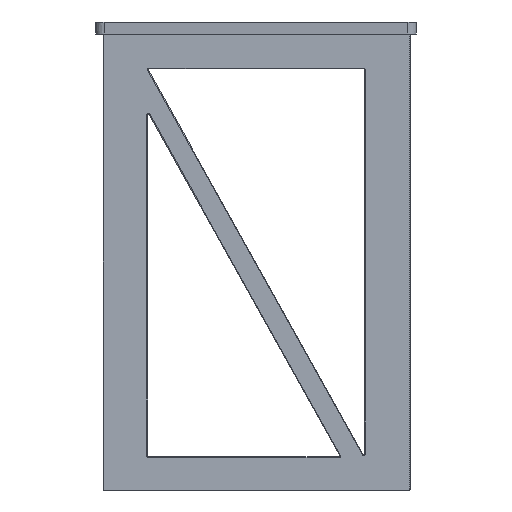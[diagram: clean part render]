
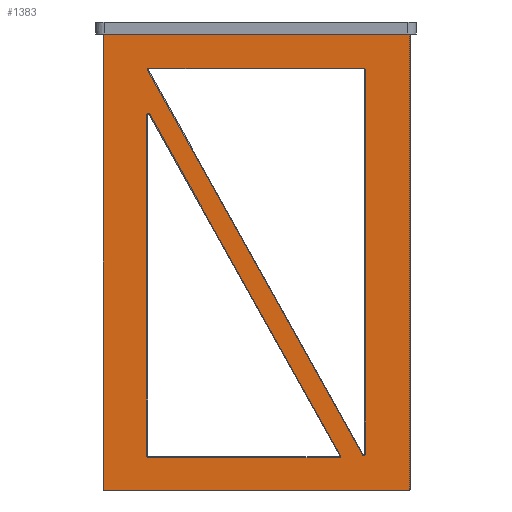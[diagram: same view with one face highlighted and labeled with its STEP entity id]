
A CAD part, left-side view. The second image highlights one B-rep face of the part: STEP entity #1383.
In plain terms, the highlighted planar face has unit normal (-1, 0, 0).
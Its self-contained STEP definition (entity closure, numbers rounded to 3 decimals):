
#320 = EDGE_CURVE('',#321,#323,#325,.T.);
#321 = VERTEX_POINT('',#322);
#322 = CARTESIAN_POINT('',(-109.56,-63.98,0.));
#323 = VERTEX_POINT('',#324);
#324 = CARTESIAN_POINT('',(-109.56,63.42,0.));
#325 = LINE('',#326,#327);
#326 = CARTESIAN_POINT('',(-109.56,-64.28,0.));
#327 = VECTOR('',#328,1.);
#328 = DIRECTION('',(0.,1.,0.));
#768 = VERTEX_POINT('',#769);
#769 = CARTESIAN_POINT('',(-109.56,-63.98,-190.));
#775 = EDGE_CURVE('',#768,#776,#778,.T.);
#776 = VERTEX_POINT('',#777);
#777 = CARTESIAN_POINT('',(-109.56,63.42,-190.));
#778 = LINE('',#779,#780);
#779 = CARTESIAN_POINT('',(-109.56,-64.28,-190.));
#780 = VECTOR('',#781,1.);
#781 = DIRECTION('',(0.,1.,0.));
#1383 = ADVANCED_FACE('',(#1384,#1437,#1453),#1506,.F.);
#1384 = FACE_BOUND('',#1385,.F.);
#1385 = EDGE_LOOP('',(#1386,#1396,#1405,#1413,#1422,#1430));
#1386 = ORIENTED_EDGE('',*,*,#1387,.T.);
#1387 = EDGE_CURVE('',#1388,#1390,#1392,.T.);
#1388 = VERTEX_POINT('',#1389);
#1389 = CARTESIAN_POINT('',(-109.56,-35.163,-175.577));
#1390 = VERTEX_POINT('',#1391);
#1391 = CARTESIAN_POINT('',(-109.56,44.326,-33.272));
#1392 = LINE('',#1393,#1394);
#1393 = CARTESIAN_POINT('',(-109.56,-35.412,-176.024));
#1394 = VECTOR('',#1395,1.);
#1395 = DIRECTION('',(0.,0.488,0.873));
#1396 = ORIENTED_EDGE('',*,*,#1397,.T.);
#1397 = EDGE_CURVE('',#1390,#1398,#1400,.T.);
#1398 = VERTEX_POINT('',#1399);
#1399 = CARTESIAN_POINT('',(-109.56,45.45,-33.565));
#1400 = CIRCLE('',#1401,0.6);
#1401 = AXIS2_PLACEMENT_3D('',#1402,#1403,#1404);
#1402 = CARTESIAN_POINT('',(-109.56,44.85,-33.565));
#1403 = DIRECTION('',(-1.,-0.,0.));
#1404 = DIRECTION('',(0.,-0.873,0.488));
#1405 = ORIENTED_EDGE('',*,*,#1406,.T.);
#1406 = EDGE_CURVE('',#1398,#1407,#1409,.T.);
#1407 = VERTEX_POINT('',#1408);
#1408 = CARTESIAN_POINT('',(-109.56,45.45,-175.87));
#1409 = LINE('',#1410,#1411);
#1410 = CARTESIAN_POINT('',(-109.56,45.45,-32.413));
#1411 = VECTOR('',#1412,1.);
#1412 = DIRECTION('',(0.,0.,-1.));
#1413 = ORIENTED_EDGE('',*,*,#1414,.F.);
#1414 = EDGE_CURVE('',#1415,#1407,#1417,.T.);
#1415 = VERTEX_POINT('',#1416);
#1416 = CARTESIAN_POINT('',(-109.56,44.85,-176.47));
#1417 = CIRCLE('',#1418,0.6);
#1418 = AXIS2_PLACEMENT_3D('',#1419,#1420,#1421);
#1419 = CARTESIAN_POINT('',(-109.56,44.85,-175.87));
#1420 = DIRECTION('',(1.,0.,0.));
#1421 = DIRECTION('',(0.,0.,-1.));
#1422 = ORIENTED_EDGE('',*,*,#1423,.F.);
#1423 = EDGE_CURVE('',#1424,#1415,#1426,.T.);
#1424 = VERTEX_POINT('',#1425);
#1425 = CARTESIAN_POINT('',(-109.56,-34.639,-176.47));
#1426 = LINE('',#1427,#1428);
#1427 = CARTESIAN_POINT('',(-109.56,-35.15,-176.47));
#1428 = VECTOR('',#1429,1.);
#1429 = DIRECTION('',(0.,1.,0.));
#1430 = ORIENTED_EDGE('',*,*,#1431,.T.);
#1431 = EDGE_CURVE('',#1424,#1388,#1432,.T.);
#1432 = CIRCLE('',#1433,0.6);
#1433 = AXIS2_PLACEMENT_3D('',#1434,#1435,#1436);
#1434 = CARTESIAN_POINT('',(-109.56,-34.639,-175.87));
#1435 = DIRECTION('',(-1.,-0.,0.));
#1436 = DIRECTION('',(0.,0.,-1.));
#1437 = FACE_BOUND('',#1438,.F.);
#1438 = EDGE_LOOP('',(#1439,#1440,#1446,#1447));
#1439 = ORIENTED_EDGE('',*,*,#320,.F.);
#1440 = ORIENTED_EDGE('',*,*,#1441,.T.);
#1441 = EDGE_CURVE('',#321,#768,#1442,.T.);
#1442 = LINE('',#1443,#1444);
#1443 = CARTESIAN_POINT('',(-109.56,-63.98,0.));
#1444 = VECTOR('',#1445,1.);
#1445 = DIRECTION('',(0.,0.,-1.));
#1446 = ORIENTED_EDGE('',*,*,#775,.T.);
#1447 = ORIENTED_EDGE('',*,*,#1448,.F.);
#1448 = EDGE_CURVE('',#323,#776,#1449,.T.);
#1449 = LINE('',#1450,#1451);
#1450 = CARTESIAN_POINT('',(-109.56,63.42,0.));
#1451 = VECTOR('',#1452,1.);
#1452 = DIRECTION('',(0.,0.,-1.));
#1453 = FACE_BOUND('',#1454,.F.);
#1454 = EDGE_LOOP('',(#1455,#1465,#1474,#1482,#1491,#1499));
#1455 = ORIENTED_EDGE('',*,*,#1456,.T.);
#1456 = EDGE_CURVE('',#1457,#1459,#1461,.T.);
#1457 = VERTEX_POINT('',#1458);
#1458 = CARTESIAN_POINT('',(-109.56,-45.45,-175.018));
#1459 = VERTEX_POINT('',#1460);
#1460 = CARTESIAN_POINT('',(-109.56,-45.45,-14.81));
#1461 = LINE('',#1462,#1463);
#1462 = CARTESIAN_POINT('',(-109.56,-45.45,-176.17));
#1463 = VECTOR('',#1464,1.);
#1464 = DIRECTION('',(0.,0.,1.));
#1465 = ORIENTED_EDGE('',*,*,#1466,.T.);
#1466 = EDGE_CURVE('',#1459,#1467,#1469,.T.);
#1467 = VERTEX_POINT('',#1468);
#1468 = CARTESIAN_POINT('',(-109.56,-44.85,-14.21));
#1469 = CIRCLE('',#1470,0.6);
#1470 = AXIS2_PLACEMENT_3D('',#1471,#1472,#1473);
#1471 = CARTESIAN_POINT('',(-109.56,-44.85,-14.81));
#1472 = DIRECTION('',(-1.,-0.,0.));
#1473 = DIRECTION('',(0.,-1.,0.));
#1474 = ORIENTED_EDGE('',*,*,#1475,.F.);
#1475 = EDGE_CURVE('',#1476,#1467,#1478,.T.);
#1476 = VERTEX_POINT('',#1477);
#1477 = CARTESIAN_POINT('',(-109.56,44.639,-14.21));
#1478 = LINE('',#1479,#1480);
#1479 = CARTESIAN_POINT('',(-109.56,45.15,-14.21));
#1480 = VECTOR('',#1481,1.);
#1481 = DIRECTION('',(0.,-1.,0.));
#1482 = ORIENTED_EDGE('',*,*,#1483,.F.);
#1483 = EDGE_CURVE('',#1484,#1476,#1486,.T.);
#1484 = VERTEX_POINT('',#1485);
#1485 = CARTESIAN_POINT('',(-109.56,45.163,-15.103));
#1486 = CIRCLE('',#1487,0.6);
#1487 = AXIS2_PLACEMENT_3D('',#1488,#1489,#1490);
#1488 = CARTESIAN_POINT('',(-109.56,44.639,-14.81));
#1489 = DIRECTION('',(1.,0.,0.));
#1490 = DIRECTION('',(0.,0.873,-0.488));
#1491 = ORIENTED_EDGE('',*,*,#1492,.T.);
#1492 = EDGE_CURVE('',#1484,#1493,#1495,.T.);
#1493 = VERTEX_POINT('',#1494);
#1494 = CARTESIAN_POINT('',(-109.56,-44.326,-175.31));
#1495 = LINE('',#1496,#1497);
#1496 = CARTESIAN_POINT('',(-109.56,45.412,-14.656));
#1497 = VECTOR('',#1498,1.);
#1498 = DIRECTION('',(0.,-0.488,-0.873));
#1499 = ORIENTED_EDGE('',*,*,#1500,.T.);
#1500 = EDGE_CURVE('',#1493,#1457,#1501,.T.);
#1501 = CIRCLE('',#1502,0.6);
#1502 = AXIS2_PLACEMENT_3D('',#1503,#1504,#1505);
#1503 = CARTESIAN_POINT('',(-109.56,-44.85,-175.018));
#1504 = DIRECTION('',(-1.,0.,-0.));
#1505 = DIRECTION('',(0.,0.873,-0.488));
#1506 = PLANE('',#1507);
#1507 = AXIS2_PLACEMENT_3D('',#1508,#1509,#1510);
#1508 = CARTESIAN_POINT('',(-109.56,-64.28,0.));
#1509 = DIRECTION('',(1.,0.,0.));
#1510 = DIRECTION('',(0.,1.,0.));
